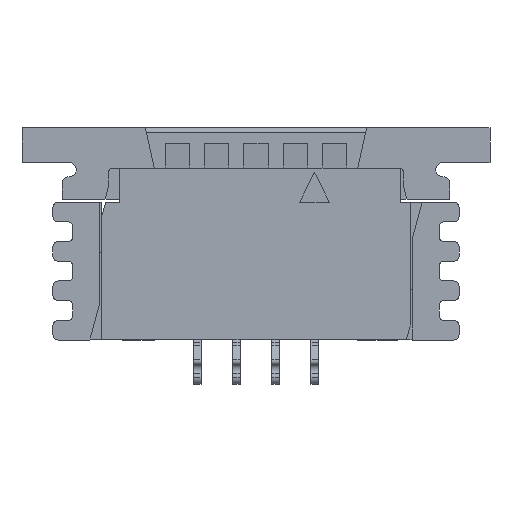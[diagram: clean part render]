
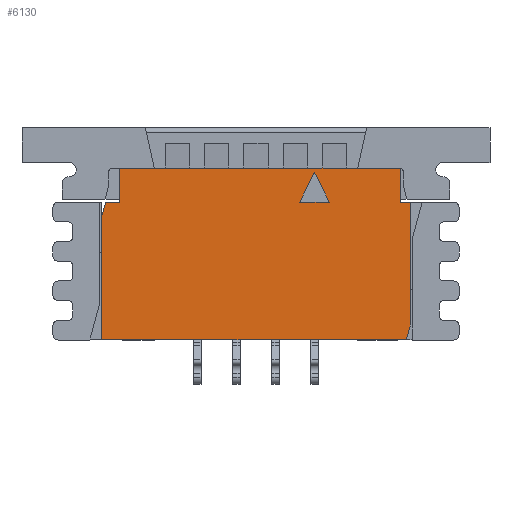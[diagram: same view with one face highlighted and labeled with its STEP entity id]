
A CAD part, front view. The second image highlights one B-rep face of the part: STEP entity #6130.
In plain terms, the highlighted planar face has unit normal (0, -1, 0).
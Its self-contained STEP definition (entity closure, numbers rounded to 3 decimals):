
#13=DIRECTION('',(0.259,0.,0.966));
#14=VECTOR('',#13,0.386);
#15=CARTESIAN_POINT('',(-3.93,-1.245,-1.243));
#16=LINE('',#15,#14);
#17=DIRECTION('',(1.,0.,0.));
#18=VECTOR('',#17,0.36);
#19=CARTESIAN_POINT('',(-3.83,-1.245,-0.87));
#20=LINE('',#19,#18);
#21=DIRECTION('',(0.,0.,1.));
#22=VECTOR('',#21,0.87);
#23=CARTESIAN_POINT('',(-3.47,-1.245,-0.87));
#24=LINE('',#23,#22);
#25=DIRECTION('',(0.,0.,-1.));
#26=VECTOR('',#25,0.87);
#27=CARTESIAN_POINT('',(3.67,-1.245,0.));
#28=LINE('',#27,#26);
#29=DIRECTION('',(1.,0.,0.));
#30=VECTOR('',#29,0.26);
#31=CARTESIAN_POINT('',(3.67,-1.245,-0.87));
#32=LINE('',#31,#30);
#33=DIRECTION('',(0.,0.,1.));
#34=VECTOR('',#33,3.127);
#35=CARTESIAN_POINT('',(3.93,-1.245,-3.997));
#36=LINE('',#35,#34);
#37=DIRECTION('',(-0.259,0.,-0.966));
#38=VECTOR('',#37,0.386);
#39=CARTESIAN_POINT('',(3.93,-1.245,-3.997));
#40=LINE('',#39,#38);
#41=DIRECTION('',(-1.,0.,0.));
#42=VECTOR('',#41,7.76);
#43=CARTESIAN_POINT('',(3.83,-1.245,-4.37));
#44=LINE('',#43,#42);
#45=DIRECTION('',(0.,0.,1.));
#46=VECTOR('',#45,3.127);
#47=CARTESIAN_POINT('',(-3.93,-1.245,-4.37));
#48=LINE('',#47,#46);
#49=DIRECTION('',(-0.447,0.,0.894));
#50=VECTOR('',#49,0.85);
#51=CARTESIAN_POINT('',(1.87,-1.245,-0.87));
#52=LINE('',#51,#50);
#53=DIRECTION('',(-0.447,0.,-0.894));
#54=VECTOR('',#53,0.85);
#55=CARTESIAN_POINT('',(1.49,-1.245,-0.11));
#56=LINE('',#55,#54);
#57=DIRECTION('',(1.,0.,0.));
#58=VECTOR('',#57,0.76);
#59=CARTESIAN_POINT('',(1.11,-1.245,-0.87));
#60=LINE('',#59,#58);
#2840=DIRECTION('',(-1.,0.,0.));
#2841=VECTOR('',#2840,7.14);
#2842=CARTESIAN_POINT('',(3.67,-1.245,0.));
#2843=LINE('',#2842,#2841);
#4643=CARTESIAN_POINT('',(-3.47,-1.245,-0.87));
#4644=CARTESIAN_POINT('',(-3.47,-1.245,0.));
#4645=VERTEX_POINT('',#4643);
#4646=VERTEX_POINT('',#4644);
#4647=CARTESIAN_POINT('',(3.67,-1.245,0.));
#4648=CARTESIAN_POINT('',(3.67,-1.245,-0.87));
#4649=VERTEX_POINT('',#4647);
#4650=VERTEX_POINT('',#4648);
#4662=CARTESIAN_POINT('',(-3.93,-1.245,-4.37));
#4664=VERTEX_POINT('',#4662);
#4667=CARTESIAN_POINT('',(3.93,-1.245,-0.87));
#4668=VERTEX_POINT('',#4667);
#5905=CARTESIAN_POINT('',(1.87,-1.245,-0.87));
#5906=CARTESIAN_POINT('',(1.49,-1.245,-0.11));
#5907=VERTEX_POINT('',#5905);
#5908=VERTEX_POINT('',#5906);
#5909=CARTESIAN_POINT('',(1.11,-1.245,-0.87));
#5910=VERTEX_POINT('',#5909);
#5923=CARTESIAN_POINT('',(-3.93,-1.245,-1.243));
#5924=CARTESIAN_POINT('',(-3.83,-1.245,-0.87));
#5925=VERTEX_POINT('',#5923);
#5926=VERTEX_POINT('',#5924);
#5939=CARTESIAN_POINT('',(3.93,-1.245,-3.997));
#5940=CARTESIAN_POINT('',(3.83,-1.245,-4.37));
#5941=VERTEX_POINT('',#5939);
#5942=VERTEX_POINT('',#5940);
#6095=CARTESIAN_POINT('',(0.,-1.245,0.));
#6096=DIRECTION('',(0.,1.,0.));
#6097=DIRECTION('',(1.,0.,0.));
#6098=AXIS2_PLACEMENT_3D('',#6095,#6096,#6097);
#6099=PLANE('',#6098);
#6101=ORIENTED_EDGE('',*,*,#6100,.T.);
#6103=ORIENTED_EDGE('',*,*,#6102,.T.);
#6105=ORIENTED_EDGE('',*,*,#6104,.T.);
#6107=ORIENTED_EDGE('',*,*,#6106,.F.);
#6109=ORIENTED_EDGE('',*,*,#6108,.T.);
#6111=ORIENTED_EDGE('',*,*,#6110,.T.);
#6113=ORIENTED_EDGE('',*,*,#6112,.F.);
#6115=ORIENTED_EDGE('',*,*,#6114,.T.);
#6117=ORIENTED_EDGE('',*,*,#6116,.T.);
#6119=ORIENTED_EDGE('',*,*,#6118,.T.);
#6120=EDGE_LOOP('',(#6101,#6103,#6105,#6107,#6109,#6111,#6113,#6115,#6117,
#6119));
#6121=FACE_OUTER_BOUND('',#6120,.F.);
#6123=ORIENTED_EDGE('',*,*,#6122,.T.);
#6125=ORIENTED_EDGE('',*,*,#6124,.T.);
#6127=ORIENTED_EDGE('',*,*,#6126,.T.);
#6128=EDGE_LOOP('',(#6123,#6125,#6127));
#6129=FACE_BOUND('',#6128,.F.);
#6100=EDGE_CURVE('',#5925,#5926,#16,.T.);
#6102=EDGE_CURVE('',#5926,#4645,#20,.T.);
#6104=EDGE_CURVE('',#4645,#4646,#24,.T.);
#6106=EDGE_CURVE('',#4649,#4646,#2843,.T.);
#6108=EDGE_CURVE('',#4649,#4650,#28,.T.);
#6110=EDGE_CURVE('',#4650,#4668,#32,.T.);
#6112=EDGE_CURVE('',#5941,#4668,#36,.T.);
#6114=EDGE_CURVE('',#5941,#5942,#40,.T.);
#6116=EDGE_CURVE('',#5942,#4664,#44,.T.);
#6118=EDGE_CURVE('',#4664,#5925,#48,.T.);
#6122=EDGE_CURVE('',#5907,#5908,#52,.T.);
#6124=EDGE_CURVE('',#5908,#5910,#56,.T.);
#6126=EDGE_CURVE('',#5910,#5907,#60,.T.);
#6130=ADVANCED_FACE('',(#6121,#6129),#6099,.F.);
